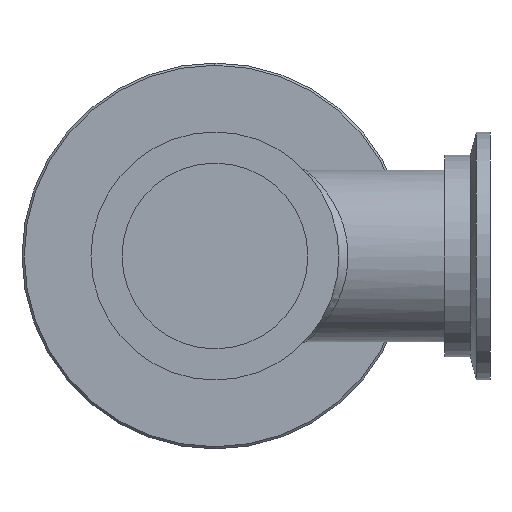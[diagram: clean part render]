
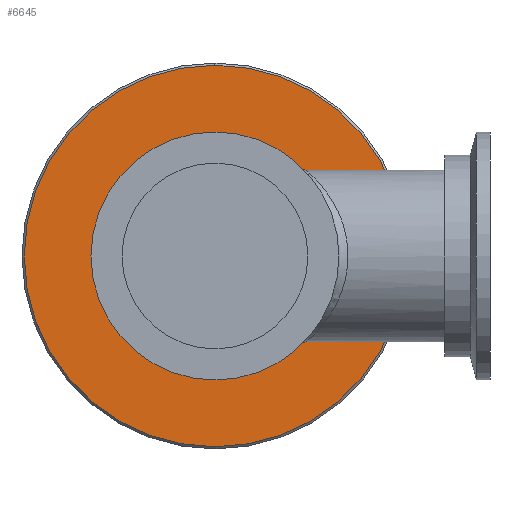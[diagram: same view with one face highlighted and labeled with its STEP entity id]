
A CAD part, front view. The second image highlights one B-rep face of the part: STEP entity #6645.
In plain terms, the highlighted planar face has unit normal (0, -1, 0).
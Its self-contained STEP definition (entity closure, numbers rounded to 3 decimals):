
#121 = CIRCLE ( 'NONE', #2654, 27. ) ;
#193 = VERTEX_POINT ( 'NONE', #4304 ) ;
#477 = EDGE_CURVE ( 'NONE', #193, #3532, #121, .T. ) ;
#481 = EDGE_LOOP ( 'NONE', ( #6896, #2337 ) ) ;
#782 = CARTESIAN_POINT ( 'NONE',  ( 0., 95., 0. ) ) ;
#829 = PLANE ( 'NONE',  #4403 ) ;
#1363 = DIRECTION ( 'NONE',  ( 0., 0., -1. ) ) ;
#1615 = VERTEX_POINT ( 'NONE', #2646 ) ;
#1668 = DIRECTION ( 'NONE',  ( 0., 0., -1. ) ) ;
#1900 = EDGE_LOOP ( 'NONE', ( #5574, #5686 ) ) ;
#1982 = DIRECTION ( 'NONE',  ( 0., 1., 0. ) ) ;
#2134 = DIRECTION ( 'NONE',  ( 0., -1., 0. ) ) ;
#2136 = AXIS2_PLACEMENT_3D ( 'NONE', #782, #4735, #1363 ) ;
#2337 = ORIENTED_EDGE ( 'NONE', *, *, #7133, .T. ) ;
#2460 = CARTESIAN_POINT ( 'NONE',  ( 0., 95., 27. ) ) ;
#2542 = FACE_BOUND ( 'NONE', #1900, .T. ) ;
#2560 = CARTESIAN_POINT ( 'NONE',  ( 0., 95., 0. ) ) ;
#2646 = CARTESIAN_POINT ( 'NONE',  ( 0., 95., -42.3 ) ) ;
#2654 = AXIS2_PLACEMENT_3D ( 'NONE', #5491, #2134, #1668 ) ;
#2658 = VERTEX_POINT ( 'NONE', #5843 ) ;
#2794 = CARTESIAN_POINT ( 'NONE',  ( 0., 95., 0. ) ) ;
#3116 = DIRECTION ( 'NONE',  ( 0., 0., -1. ) ) ;
#3241 = CIRCLE ( 'NONE', #3372, 42.3 ) ;
#3353 = DIRECTION ( 'NONE',  ( 0., 0., -1. ) ) ;
#3372 = AXIS2_PLACEMENT_3D ( 'NONE', #2560, #6476, #3116 ) ;
#3532 = VERTEX_POINT ( 'NONE', #2460 ) ;
#4234 = CIRCLE ( 'NONE', #4637, 27. ) ;
#4304 = CARTESIAN_POINT ( 'NONE',  ( 0., 95., -27. ) ) ;
#4396 = CIRCLE ( 'NONE', #2136, 42.3 ) ;
#4403 = AXIS2_PLACEMENT_3D ( 'NONE', #5348, #1982, #5909 ) ;
#4468 = EDGE_CURVE ( 'NONE', #3532, #193, #4234, .T. ) ;
#4637 = AXIS2_PLACEMENT_3D ( 'NONE', #2794, #6702, #3353 ) ;
#4735 = DIRECTION ( 'NONE',  ( 0., -1., 0. ) ) ;
#5348 = CARTESIAN_POINT ( 'NONE',  ( -42.3, 95., 0. ) ) ;
#5491 = CARTESIAN_POINT ( 'NONE',  ( 0., 95., 0. ) ) ;
#5530 = FACE_OUTER_BOUND ( 'NONE', #481, .T. ) ;
#5574 = ORIENTED_EDGE ( 'NONE', *, *, #477, .F. ) ;
#5686 = ORIENTED_EDGE ( 'NONE', *, *, #4468, .F. ) ;
#5843 = CARTESIAN_POINT ( 'NONE',  ( 0., 95., 42.3 ) ) ;
#5909 = DIRECTION ( 'NONE',  ( 0., 0., 1. ) ) ;
#6476 = DIRECTION ( 'NONE',  ( 0., -1., 0. ) ) ;
#6571 = EDGE_CURVE ( 'NONE', #2658, #1615, #4396, .T. ) ;
#6645 = ADVANCED_FACE ( 'NONE', ( #2542, #5530 ), #829, .F. ) ;
#6702 = DIRECTION ( 'NONE',  ( 0., -1., 0. ) ) ;
#6896 = ORIENTED_EDGE ( 'NONE', *, *, #6571, .T. ) ;
#7133 = EDGE_CURVE ( 'NONE', #1615, #2658, #3241, .T. ) ;
